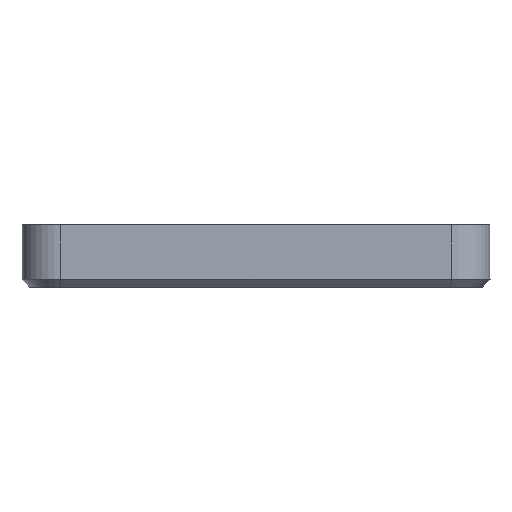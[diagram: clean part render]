
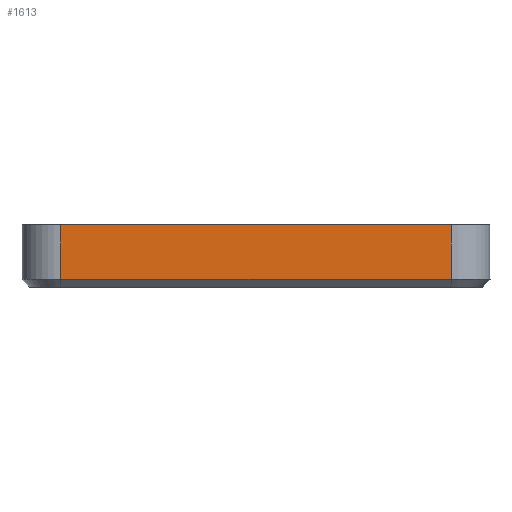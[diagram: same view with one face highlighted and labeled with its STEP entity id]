
A CAD part, left-side view. The second image highlights one B-rep face of the part: STEP entity #1613.
In plain terms, the highlighted planar face has unit normal (-1, 0, 0).
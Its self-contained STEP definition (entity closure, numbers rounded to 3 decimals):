
#118=PLANE('',#1746);
#209=FACE_OUTER_BOUND('',#322,.T.);
#322=EDGE_LOOP('',(#1489,#1490,#1491,#1492));
#465=LINE('',#2533,#643);
#470=LINE('',#2549,#648);
#500=LINE('',#2633,#678);
#502=LINE('',#2638,#680);
#643=VECTOR('',#2059,10.);
#648=VECTOR('',#2078,10.);
#678=VECTOR('',#2178,10.);
#680=VECTOR('',#2184,10.);
#836=VERTEX_POINT('',#2527);
#837=VERTEX_POINT('',#2531);
#841=VERTEX_POINT('',#2547);
#860=VERTEX_POINT('',#2632);
#1027=EDGE_CURVE('',#836,#837,#465,.T.);
#1035=EDGE_CURVE('',#841,#836,#470,.T.);
#1074=EDGE_CURVE('',#860,#837,#500,.T.);
#1077=EDGE_CURVE('',#841,#860,#502,.T.);
#1489=ORIENTED_EDGE('',*,*,#1027,.F.);
#1490=ORIENTED_EDGE('',*,*,#1035,.F.);
#1491=ORIENTED_EDGE('',*,*,#1077,.T.);
#1492=ORIENTED_EDGE('',*,*,#1074,.T.);
#1613=ADVANCED_FACE('',(#209),#118,.T.);
#1746=AXIS2_PLACEMENT_3D('',#2637,#2182,#2183);
#2059=DIRECTION('',(0.,1.,0.));
#2078=DIRECTION('',(0.,0.,-1.));
#2178=DIRECTION('',(0.,0.,-1.));
#2182=DIRECTION('center_axis',(-1.,0.,0.));
#2183=DIRECTION('ref_axis',(0.,1.,0.));
#2184=DIRECTION('',(0.,1.,0.));
#2527=CARTESIAN_POINT('',(91.494,-502.291,-137.741));
#2531=CARTESIAN_POINT('',(91.494,-452.291,-137.741));
#2533=CARTESIAN_POINT('',(91.494,-489.558,-137.741));
#2547=CARTESIAN_POINT('',(91.494,-502.291,-130.741));
#2549=CARTESIAN_POINT('',(91.494,-502.291,-130.741));
#2632=CARTESIAN_POINT('',(91.494,-452.291,-130.741));
#2633=CARTESIAN_POINT('',(91.494,-452.291,-130.741));
#2637=CARTESIAN_POINT('Origin',(91.494,-502.291,-130.741));
#2638=CARTESIAN_POINT('',(91.494,-502.291,-130.741));
